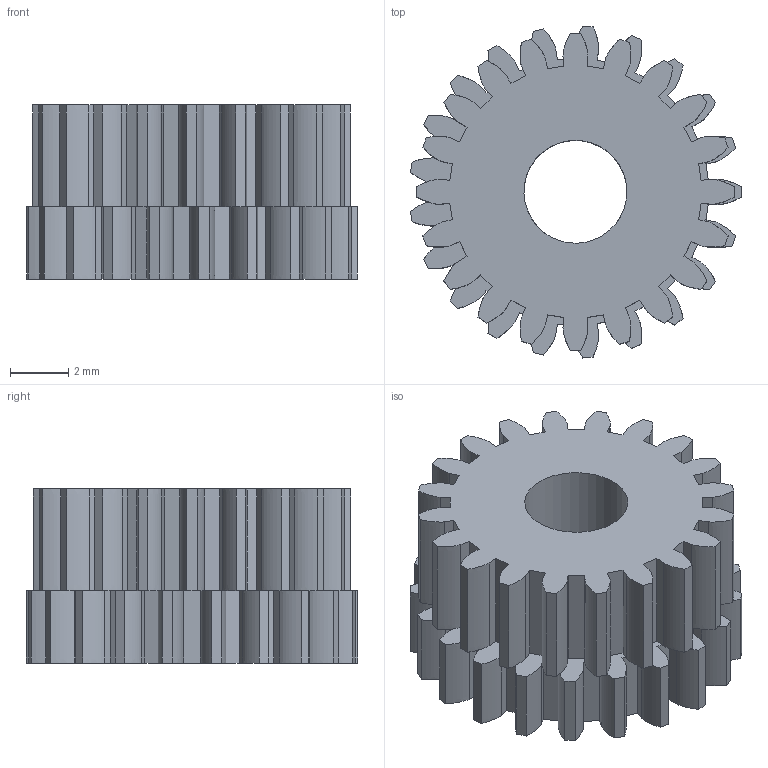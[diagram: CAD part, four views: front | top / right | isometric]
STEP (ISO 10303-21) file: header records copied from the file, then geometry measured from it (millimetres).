
FILE_DESCRIPTION(('FreeCAD Model'),'2;1');
FILE_NAME('Open CASCADE Shape Model','2025-07-30T21:32:19',('FreeCAD'),( 'FreeCAD'),'Open CASCADE STEP processor 7.6','FreeCAD','Unknown');
FILE_SCHEMA(('AUTOMOTIVE_DESIGN { 1 0 10303 214 1 1 1 1 }'));
Length unit declared in the file: millimetre
Products named in the file (1): Open CASCADE STEP translator 7.6 15
Bounding box: 11.41 x 11.44 x 6 mm (x, y, z)
Volume: 414.5 mm3; surface area: 750.5 mm2
Topology: 2 solids, 2 shells, 252 faces, 744 edges, 496 vertices
Faces by surface type: extrusion 238, plane 12, cylinder 2
Full cylindrical faces by diameter (mm): 3.55 x2
Entity records: 12930 total; most frequent: CARTESIAN_POINT 7127, ORIENTED_EDGE 1488, EDGE_CURVE 744, B_SPLINE_CURVE_WITH_KNOTS 714, DIRECTION 540, VECTOR 502, VERTEX_POINT 496, LINE 264
